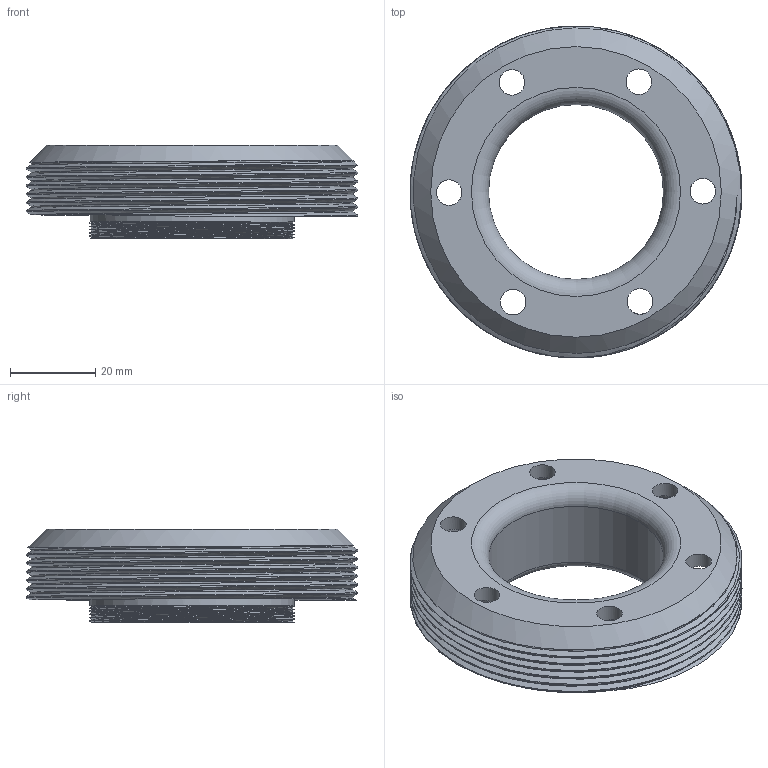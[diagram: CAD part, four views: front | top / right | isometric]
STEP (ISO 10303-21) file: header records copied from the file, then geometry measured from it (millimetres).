
FILE_DESCRIPTION(/* description */ ('','CAx-IF Rec.Pracs.---Representation and Presentation of Product Manufacturing Information (PMI)---4.0---2014-10-13'),/* implementation_level */ '2;1');
FILE_NAME(/* name */ 'Composant2.step',/* time_stamp */ '2025-01-11T20:19:16+01:00',/* author */ (''),/* organization */ (''),/* preprocessor_version */ 'ST-DEVELOPER v20',/* originating_system */ 'Autodesk Translation Framework v13.20.0.188',/* authorisation */ '');
FILE_SCHEMA (('AP242_MANAGED_MODEL_BASED_3D_ENGINEERING_MIM_LF { 1 0 10303 442 1 1 4 }'));
Length unit declared in the file: millimetre
Products named in the file (1): FusionComponent
Bounding box: 77.82 x 77.81 x 22 mm (x, y, z)
Volume: 26482.8 mm3; surface area: 19536.7 mm2
Topology: 1 solids, 1 shells, 54 faces, 170 edges, 112 vertices
Faces by surface type: cylinder 35, plane 9, torus 5, bspline 4, cone 1
Full cylindrical faces by diameter (mm): 6 x6, 41 x1, 47.047 x5, 47.908 x5, 71 x1, 75.524 x5, 77.822 x5
Entity records: 5932 total; most frequent: CARTESIAN_POINT 4480, ORIENTED_EDGE 340, DIRECTION 245, EDGE_CURVE 170, VERTEX_POINT 112, AXIS2_PLACEMENT_3D 106, B_SPLINE_CURVE_WITH_KNOTS 82, EDGE_LOOP 62
